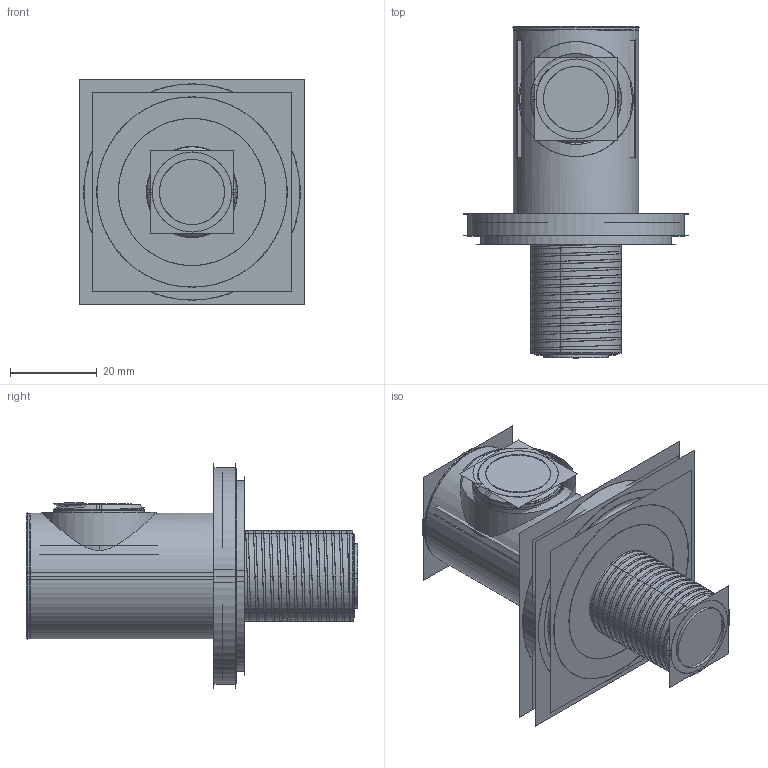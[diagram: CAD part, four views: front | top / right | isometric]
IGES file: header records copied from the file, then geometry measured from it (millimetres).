
Start section:  PTC IGES file: sl3222-06_asm.igs
Global section: file name: sl3222-06_asm.igs; native system: Pro/ENGINEER by Parametric Technology Corporation; preprocessor: 2010280; author: Administrator; organization: Unknown; date: 20191206.125308; units: millimetre
Bounding box: 52 x 76.57 x 52.04 mm (x, y, z)
Volume: 33065.1 mm3; surface area: 210116.9 mm2
Topology: 6 solids, 6 shells, 404 faces, 2102 edges, 2692 vertices
Faces by surface type: revolution 246, bspline 158
